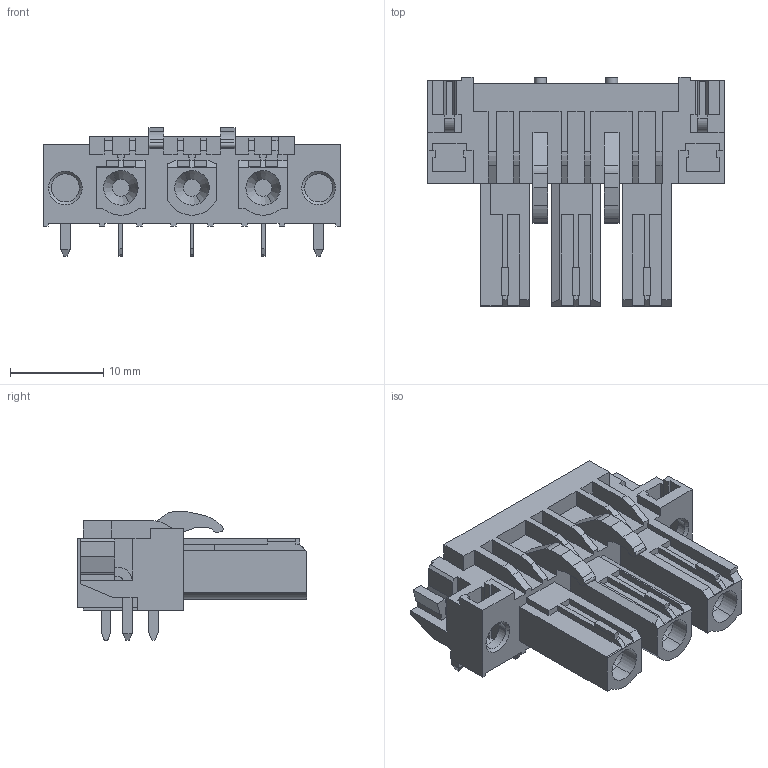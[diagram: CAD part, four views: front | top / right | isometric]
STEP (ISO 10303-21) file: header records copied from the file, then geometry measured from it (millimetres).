
FILE_DESCRIPTION(('CATIA V5 STEP Exchange','CAx-IF Rec.Pracs.--- Model Styling and Organization---1.2---2011-12-15'),'2;1');
FILE_NAME ('D1448470_0_1095650000_1095650000.stp','2018-09-18T05:46:37+00:00',('none'),('Weidmueller'),'CATIA Version 5-6 Release 2014','CATIA V5 STEP AP214','none');
FILE_SCHEMA(('AUTOMOTIVE_DESIGN { 1 0 10303 214 1 1 1 1 }'));
Length unit declared in the file: millimetre
Products named in the file (1): 1095650000
Bounding box: 31.72 x 24.54 x 13.74 mm (x, y, z)
Volume: 3464.3 mm3; surface area: 3166 mm2
Topology: 9 solids, 9 shells, 410 faces, 1137 edges, 754 vertices
Faces by surface type: plane 343, cylinder 57, cone 10
Entity records: 12097 total; most frequent: ORIENTED_EDGE 2274, CARTESIAN_POINT 2153, DIRECTION 1659, EDGE_CURVE 1137, VECTOR 1013, LINE 1013, VERTEX_POINT 754, EDGE_LOOP 427
